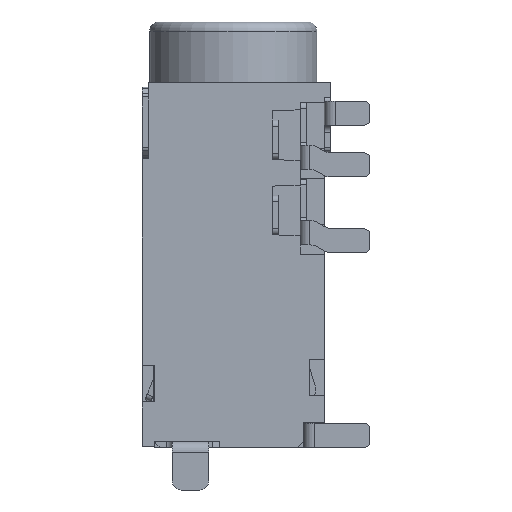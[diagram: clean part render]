
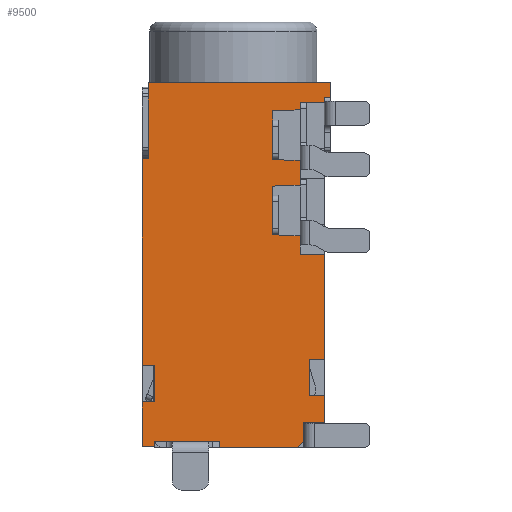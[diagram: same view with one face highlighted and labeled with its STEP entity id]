
A CAD part, front view. The second image highlights one B-rep face of the part: STEP entity #9500.
In plain terms, the highlighted planar face has unit normal (0, -1, 0).
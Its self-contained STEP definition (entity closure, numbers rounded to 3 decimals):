
#94=PLANE('',#10500);
#718=FACE_OUTER_BOUND('',#1025,.T.);
#1025=EDGE_LOOP('',(#8018,#8019,#8020,#8021,#8022,#8023,#8024,#8025,#8026,
#8027,#8028,#8029,#8030,#8031,#8032,#8033,#8034,#8035,#8036,#8037,#8038,
#8039,#8040,#8041,#8042,#8043,#8044,#8045,#8046,#8047,#8048,#8049,#8050,
#8051,#8052));
#1892=LINE('',#14394,#3193);
#1893=LINE('',#14396,#3194);
#1894=LINE('',#14398,#3195);
#1895=LINE('',#14400,#3196);
#1896=LINE('',#14402,#3197);
#1897=LINE('',#14404,#3198);
#1898=LINE('',#14406,#3199);
#1899=LINE('',#14408,#3200);
#1900=LINE('',#14410,#3201);
#1901=LINE('',#14412,#3202);
#1902=LINE('',#14414,#3203);
#1903=LINE('',#14416,#3204);
#1904=LINE('',#14418,#3205);
#1905=LINE('',#14420,#3206);
#1906=LINE('',#14422,#3207);
#1907=LINE('',#14424,#3208);
#1908=LINE('',#14426,#3209);
#1909=LINE('',#14428,#3210);
#1910=LINE('',#14430,#3211);
#1911=LINE('',#14432,#3212);
#1912=LINE('',#14434,#3213);
#1913=LINE('',#14436,#3214);
#1914=LINE('',#14438,#3215);
#1915=LINE('',#14440,#3216);
#1916=LINE('',#14442,#3217);
#1917=LINE('',#14444,#3218);
#1918=LINE('',#14446,#3219);
#1919=LINE('',#14448,#3220);
#1920=LINE('',#14450,#3221);
#1921=LINE('',#14452,#3222);
#1922=LINE('',#14454,#3223);
#1923=LINE('',#14456,#3224);
#1924=LINE('',#14458,#3225);
#1925=LINE('',#14460,#3226);
#1926=LINE('',#14461,#3227);
#3193=VECTOR('',#11521,1.48);
#3194=VECTOR('',#11522,0.4);
#3195=VECTOR('',#11523,0.18);
#3196=VECTOR('',#11524,2.15);
#3197=VECTOR('',#11525,0.2);
#3198=VECTOR('',#11526,2.551);
#3199=VECTOR('',#11527,0.283);
#3200=VECTOR('',#11528,0.61);
#3201=VECTOR('',#11529,0.699);
#3202=VECTOR('',#11530,0.89);
#3203=VECTOR('',#11531,0.499);
#3204=VECTOR('',#11532,1.2);
#3205=VECTOR('',#11533,0.499);
#3206=VECTOR('',#11534,3.463);
#3207=VECTOR('',#11535,0.8);
#3208=VECTOR('',#11536,0.6);
#3209=VECTOR('',#11537,0.901);
#3210=VECTOR('',#11538,1.6);
#3211=VECTOR('',#11539,0.901);
#3212=VECTOR('',#11540,0.8);
#3213=VECTOR('',#11541,0.901);
#3214=VECTOR('',#11542,1.6);
#3215=VECTOR('',#11543,0.901);
#3216=VECTOR('',#11544,0.25);
#3217=VECTOR('',#11545,0.8);
#3218=VECTOR('',#11546,0.138);
#3219=VECTOR('',#11547,0.2);
#3220=VECTOR('',#11548,0.5);
#3221=VECTOR('',#11549,1.485);
#3222=VECTOR('',#11550,2.5);
#3223=VECTOR('',#11551,0.2);
#3224=VECTOR('',#11552,6.8);
#3225=VECTOR('',#11553,0.4);
#3226=VECTOR('',#11554,1.2);
#3227=VECTOR('',#11555,0.4);
#4564=VERTEX_POINT('',#14392);
#4565=VERTEX_POINT('',#14393);
#4566=VERTEX_POINT('',#14395);
#4567=VERTEX_POINT('',#14397);
#4568=VERTEX_POINT('',#14399);
#4569=VERTEX_POINT('',#14401);
#4570=VERTEX_POINT('',#14403);
#4571=VERTEX_POINT('',#14405);
#4572=VERTEX_POINT('',#14407);
#4573=VERTEX_POINT('',#14409);
#4574=VERTEX_POINT('',#14411);
#4575=VERTEX_POINT('',#14413);
#4576=VERTEX_POINT('',#14415);
#4577=VERTEX_POINT('',#14417);
#4578=VERTEX_POINT('',#14419);
#4579=VERTEX_POINT('',#14421);
#4580=VERTEX_POINT('',#14423);
#4581=VERTEX_POINT('',#14425);
#4582=VERTEX_POINT('',#14427);
#4583=VERTEX_POINT('',#14429);
#4584=VERTEX_POINT('',#14431);
#4585=VERTEX_POINT('',#14433);
#4586=VERTEX_POINT('',#14435);
#4587=VERTEX_POINT('',#14437);
#4588=VERTEX_POINT('',#14439);
#4589=VERTEX_POINT('',#14441);
#4590=VERTEX_POINT('',#14443);
#4591=VERTEX_POINT('',#14445);
#4592=VERTEX_POINT('',#14447);
#4593=VERTEX_POINT('',#14449);
#4594=VERTEX_POINT('',#14451);
#4595=VERTEX_POINT('',#14453);
#4596=VERTEX_POINT('',#14455);
#4597=VERTEX_POINT('',#14457);
#4598=VERTEX_POINT('',#14459);
#6291=EDGE_CURVE('',#4564,#4565,#1892,.T.);
#6292=EDGE_CURVE('',#4565,#4566,#1893,.T.);
#6293=EDGE_CURVE('',#4566,#4567,#1894,.T.);
#6294=EDGE_CURVE('',#4567,#4568,#1895,.T.);
#6295=EDGE_CURVE('',#4568,#4569,#1896,.T.);
#6296=EDGE_CURVE('',#4569,#4570,#1897,.T.);
#6297=EDGE_CURVE('',#4570,#4571,#1898,.T.);
#6298=EDGE_CURVE('',#4571,#4572,#1899,.T.);
#6299=EDGE_CURVE('',#4572,#4573,#1900,.T.);
#6300=EDGE_CURVE('',#4573,#4574,#1901,.T.);
#6301=EDGE_CURVE('',#4574,#4575,#1902,.T.);
#6302=EDGE_CURVE('',#4575,#4576,#1903,.T.);
#6303=EDGE_CURVE('',#4576,#4577,#1904,.T.);
#6304=EDGE_CURVE('',#4577,#4578,#1905,.T.);
#6305=EDGE_CURVE('',#4578,#4579,#1906,.T.);
#6306=EDGE_CURVE('',#4579,#4580,#1907,.T.);
#6307=EDGE_CURVE('',#4580,#4581,#1908,.T.);
#6308=EDGE_CURVE('',#4581,#4582,#1909,.T.);
#6309=EDGE_CURVE('',#4582,#4583,#1910,.T.);
#6310=EDGE_CURVE('',#4583,#4584,#1911,.T.);
#6311=EDGE_CURVE('',#4584,#4585,#1912,.T.);
#6312=EDGE_CURVE('',#4585,#4586,#1913,.T.);
#6313=EDGE_CURVE('',#4586,#4587,#1914,.T.);
#6314=EDGE_CURVE('',#4587,#4588,#1915,.T.);
#6315=EDGE_CURVE('',#4588,#4589,#1916,.T.);
#6316=EDGE_CURVE('',#4589,#4590,#1917,.T.);
#6317=EDGE_CURVE('',#4590,#4591,#1918,.T.);
#6318=EDGE_CURVE('',#4591,#4592,#1919,.T.);
#6319=EDGE_CURVE('',#4592,#4593,#1920,.T.);
#6320=EDGE_CURVE('',#4593,#4594,#1921,.T.);
#6321=EDGE_CURVE('',#4594,#4595,#1922,.T.);
#6322=EDGE_CURVE('',#4595,#4596,#1923,.T.);
#6323=EDGE_CURVE('',#4596,#4597,#1924,.T.);
#6324=EDGE_CURVE('',#4597,#4598,#1925,.T.);
#6325=EDGE_CURVE('',#4598,#4564,#1926,.T.);
#8018=ORIENTED_EDGE('',*,*,#6291,.T.);
#8019=ORIENTED_EDGE('',*,*,#6292,.T.);
#8020=ORIENTED_EDGE('',*,*,#6293,.T.);
#8021=ORIENTED_EDGE('',*,*,#6294,.T.);
#8022=ORIENTED_EDGE('',*,*,#6295,.T.);
#8023=ORIENTED_EDGE('',*,*,#6296,.T.);
#8024=ORIENTED_EDGE('',*,*,#6297,.T.);
#8025=ORIENTED_EDGE('',*,*,#6298,.T.);
#8026=ORIENTED_EDGE('',*,*,#6299,.T.);
#8027=ORIENTED_EDGE('',*,*,#6300,.T.);
#8028=ORIENTED_EDGE('',*,*,#6301,.T.);
#8029=ORIENTED_EDGE('',*,*,#6302,.T.);
#8030=ORIENTED_EDGE('',*,*,#6303,.T.);
#8031=ORIENTED_EDGE('',*,*,#6304,.T.);
#8032=ORIENTED_EDGE('',*,*,#6305,.T.);
#8033=ORIENTED_EDGE('',*,*,#6306,.T.);
#8034=ORIENTED_EDGE('',*,*,#6307,.T.);
#8035=ORIENTED_EDGE('',*,*,#6308,.T.);
#8036=ORIENTED_EDGE('',*,*,#6309,.T.);
#8037=ORIENTED_EDGE('',*,*,#6310,.T.);
#8038=ORIENTED_EDGE('',*,*,#6311,.T.);
#8039=ORIENTED_EDGE('',*,*,#6312,.T.);
#8040=ORIENTED_EDGE('',*,*,#6313,.T.);
#8041=ORIENTED_EDGE('',*,*,#6314,.T.);
#8042=ORIENTED_EDGE('',*,*,#6315,.T.);
#8043=ORIENTED_EDGE('',*,*,#6316,.T.);
#8044=ORIENTED_EDGE('',*,*,#6317,.T.);
#8045=ORIENTED_EDGE('',*,*,#6318,.T.);
#8046=ORIENTED_EDGE('',*,*,#6319,.T.);
#8047=ORIENTED_EDGE('',*,*,#6320,.T.);
#8048=ORIENTED_EDGE('',*,*,#6321,.T.);
#8049=ORIENTED_EDGE('',*,*,#6322,.T.);
#8050=ORIENTED_EDGE('',*,*,#6323,.T.);
#8051=ORIENTED_EDGE('',*,*,#6324,.T.);
#8052=ORIENTED_EDGE('',*,*,#6325,.T.);
#9500=ADVANCED_FACE('',(#718),#94,.T.);
#10500=AXIS2_PLACEMENT_3D('',#14391,#11519,#11520);
#11519=DIRECTION('center_axis',(0.,-1.,0.));
#11520=DIRECTION('ref_axis',(0.,0.,-1.));
#11521=DIRECTION('',(0.,0.,-1.));
#11522=DIRECTION('',(1.,0.,0.));
#11523=DIRECTION('',(0.,0.,1.));
#11524=DIRECTION('',(1.,0.,0.));
#11525=DIRECTION('',(0.,0.,-1.));
#11526=DIRECTION('',(1.,0.,0.));
#11527=DIRECTION('',(0.707,0.,0.707));
#11528=DIRECTION('',(0.,0.,1.));
#11529=DIRECTION('',(1.,0.,0.));
#11530=DIRECTION('',(0.,0.,1.));
#11531=DIRECTION('',(-1.,0.,0.));
#11532=DIRECTION('',(0.,0.,1.));
#11533=DIRECTION('',(1.,0.,0.));
#11534=DIRECTION('',(0.,0.,1.));
#11535=DIRECTION('',(-1.,0.,0.));
#11536=DIRECTION('',(0.,0.,1.));
#11537=DIRECTION('',(-0.999,0.,0.042));
#11538=DIRECTION('',(0.,0.,1.));
#11539=DIRECTION('',(0.999,0.,0.042));
#11540=DIRECTION('',(0.,0.,1.));
#11541=DIRECTION('',(-0.999,0.,0.042));
#11542=DIRECTION('',(0.,0.,1.));
#11543=DIRECTION('',(0.999,0.,0.042));
#11544=DIRECTION('',(0.,0.,1.));
#11545=DIRECTION('',(1.,0.,0.));
#11546=DIRECTION('',(0.,0.,1.));
#11547=DIRECTION('',(1.,0.,0.));
#11548=DIRECTION('',(0.,0.,1.));
#11549=DIRECTION('',(-1.,0.,0.));
#11550=DIRECTION('',(0.,0.,-1.));
#11551=DIRECTION('',(-1.,0.,0.));
#11552=DIRECTION('',(0.,0.,-1.));
#11553=DIRECTION('',(1.,0.,0.));
#11554=DIRECTION('',(0.,0.,-1.));
#11555=DIRECTION('',(-1.,0.,0.));
#14391=CARTESIAN_POINT('Origin',(-3.,-2.15,-6.));
#14392=CARTESIAN_POINT('',(-3.,-2.15,-10.5));
#14393=CARTESIAN_POINT('',(-3.,-2.15,-11.98));
#14394=CARTESIAN_POINT('',(-3.,-2.15,-10.5));
#14395=CARTESIAN_POINT('',(-2.6,-2.15,-11.98));
#14396=CARTESIAN_POINT('',(-3.,-2.15,-11.98));
#14397=CARTESIAN_POINT('',(-2.6,-2.15,-11.8));
#14398=CARTESIAN_POINT('',(-2.6,-2.15,-11.98));
#14399=CARTESIAN_POINT('',(-0.45,-2.15,-11.8));
#14400=CARTESIAN_POINT('',(-2.6,-2.15,-11.8));
#14401=CARTESIAN_POINT('',(-0.45,-2.15,-12.));
#14402=CARTESIAN_POINT('',(-0.45,-2.15,-11.8));
#14403=CARTESIAN_POINT('',(2.101,-2.15,-12.));
#14404=CARTESIAN_POINT('',(-0.45,-2.15,-12.));
#14405=CARTESIAN_POINT('',(2.301,-2.15,-11.8));
#14406=CARTESIAN_POINT('',(2.101,-2.15,-12.));
#14407=CARTESIAN_POINT('',(2.301,-2.15,-11.19));
#14408=CARTESIAN_POINT('',(2.301,-2.15,-11.8));
#14409=CARTESIAN_POINT('',(3.,-2.15,-11.19));
#14410=CARTESIAN_POINT('',(2.301,-2.15,-11.19));
#14411=CARTESIAN_POINT('',(3.,-2.15,-10.3));
#14412=CARTESIAN_POINT('',(3.,-2.15,-11.19));
#14413=CARTESIAN_POINT('',(2.501,-2.15,-10.3));
#14414=CARTESIAN_POINT('',(3.,-2.15,-10.3));
#14415=CARTESIAN_POINT('',(2.501,-2.15,-9.1));
#14416=CARTESIAN_POINT('',(2.501,-2.15,-10.3));
#14417=CARTESIAN_POINT('',(3.,-2.15,-9.1));
#14418=CARTESIAN_POINT('',(2.501,-2.15,-9.1));
#14419=CARTESIAN_POINT('',(3.,-2.15,-5.638));
#14420=CARTESIAN_POINT('',(3.,-2.15,-9.1));
#14421=CARTESIAN_POINT('',(2.2,-2.15,-5.638));
#14422=CARTESIAN_POINT('',(3.,-2.15,-5.638));
#14423=CARTESIAN_POINT('',(2.2,-2.15,-5.038));
#14424=CARTESIAN_POINT('',(2.2,-2.15,-5.638));
#14425=CARTESIAN_POINT('',(1.3,-2.15,-5.));
#14426=CARTESIAN_POINT('',(2.2,-2.15,-5.038));
#14427=CARTESIAN_POINT('',(1.3,-2.15,-3.4));
#14428=CARTESIAN_POINT('',(1.3,-2.15,-5.));
#14429=CARTESIAN_POINT('',(2.2,-2.15,-3.363));
#14430=CARTESIAN_POINT('',(1.3,-2.15,-3.4));
#14431=CARTESIAN_POINT('',(2.2,-2.15,-2.563));
#14432=CARTESIAN_POINT('',(2.2,-2.15,-3.363));
#14433=CARTESIAN_POINT('',(1.3,-2.15,-2.525));
#14434=CARTESIAN_POINT('',(2.2,-2.15,-2.563));
#14435=CARTESIAN_POINT('',(1.3,-2.15,-0.925));
#14436=CARTESIAN_POINT('',(1.3,-2.15,-2.525));
#14437=CARTESIAN_POINT('',(2.2,-2.15,-0.888));
#14438=CARTESIAN_POINT('',(1.3,-2.15,-0.925));
#14439=CARTESIAN_POINT('',(2.2,-2.15,-0.638));
#14440=CARTESIAN_POINT('',(2.2,-2.15,-0.888));
#14441=CARTESIAN_POINT('',(3.,-2.15,-0.638));
#14442=CARTESIAN_POINT('',(2.2,-2.15,-0.638));
#14443=CARTESIAN_POINT('',(3.,-2.15,-0.5));
#14444=CARTESIAN_POINT('',(3.,-2.15,-0.638));
#14445=CARTESIAN_POINT('',(3.2,-2.15,-0.5));
#14446=CARTESIAN_POINT('',(3.,-2.15,-0.5));
#14447=CARTESIAN_POINT('',(3.2,-2.15,0.));
#14448=CARTESIAN_POINT('',(3.2,-2.15,-0.5));
#14449=CARTESIAN_POINT('',(-2.8,-2.15,0.));
#14450=CARTESIAN_POINT('',(3.2,-2.15,0.));
#14451=CARTESIAN_POINT('',(-2.8,-2.15,-2.5));
#14452=CARTESIAN_POINT('',(-2.8,-2.15,0.));
#14453=CARTESIAN_POINT('',(-3.,-2.15,-2.5));
#14454=CARTESIAN_POINT('',(-2.8,-2.15,-2.5));
#14455=CARTESIAN_POINT('',(-3.,-2.15,-9.3));
#14456=CARTESIAN_POINT('',(-3.,-2.15,-2.5));
#14457=CARTESIAN_POINT('',(-2.6,-2.15,-9.3));
#14458=CARTESIAN_POINT('',(-3.,-2.15,-9.3));
#14459=CARTESIAN_POINT('',(-2.6,-2.15,-10.5));
#14460=CARTESIAN_POINT('',(-2.6,-2.15,-9.3));
#14461=CARTESIAN_POINT('',(-2.6,-2.15,-10.5));
